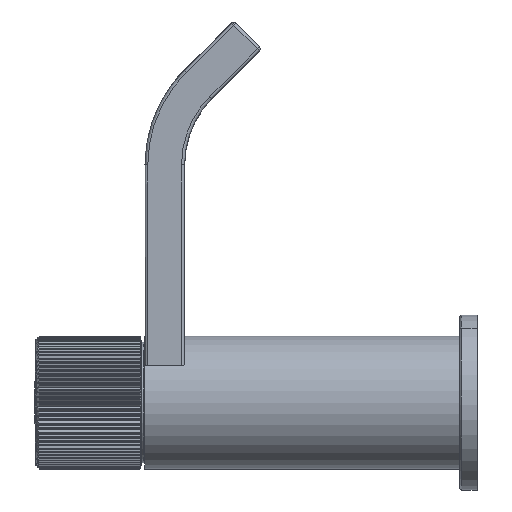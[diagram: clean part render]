
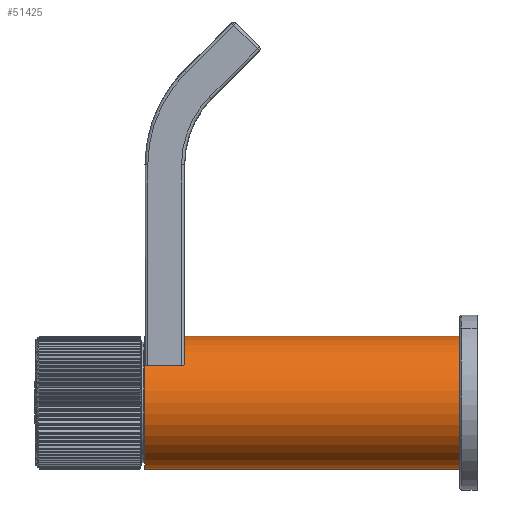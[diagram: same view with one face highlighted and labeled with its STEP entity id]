
A CAD part, left-side view. The second image highlights one B-rep face of the part: STEP entity #51425.
In plain terms, the highlighted cylindrical face has radius 19 mm (diameter 38 mm), a partial arc.
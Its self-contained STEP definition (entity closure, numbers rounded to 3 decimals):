
#258 = CARTESIAN_POINT ( 'NONE',  ( 0., 92., 19. ) ) ;
#489 = CARTESIAN_POINT ( 'NONE',  ( 0., 2., -19. ) ) ;
#1030 = EDGE_LOOP ( 'NONE', ( #3171, #31855, #3962, #42715 ) ) ;
#1371 = CIRCLE ( 'NONE', #9339, 19. ) ;
#3171 = ORIENTED_EDGE ( 'NONE', *, *, #12633, .F. ) ;
#3962 = ORIENTED_EDGE ( 'NONE', *, *, #45169, .T. ) ;
#6560 = EDGE_CURVE ( 'NONE', #11652, #27591, #18290, .T. ) ;
#7894 = DIRECTION ( 'NONE',  ( 0., 1., 0. ) ) ;
#9339 = AXIS2_PLACEMENT_3D ( 'NONE', #10150, #27347, #52594 ) ;
#10150 = CARTESIAN_POINT ( 'NONE',  ( 0., 92., 0. ) ) ;
#11652 = VERTEX_POINT ( 'NONE', #49986 ) ;
#12633 = EDGE_CURVE ( 'NONE', #27591, #43411, #41449, .T. ) ;
#14615 = VECTOR ( 'NONE', #7894, 1000. ) ;
#18290 = CIRCLE ( 'NONE', #51074, 19. ) ;
#25176 = DIRECTION ( 'NONE',  ( 0., -1., 0. ) ) ;
#27204 = LINE ( 'NONE', #44142, #34131 ) ;
#27347 = DIRECTION ( 'NONE',  ( 0., 1., 0. ) ) ;
#27591 = VERTEX_POINT ( 'NONE', #489 ) ;
#29049 = CARTESIAN_POINT ( 'NONE',  ( 0., 2., 0. ) ) ;
#31855 = ORIENTED_EDGE ( 'NONE', *, *, #6560, .F. ) ;
#33302 = EDGE_CURVE ( 'NONE', #43411, #44399, #1371, .T. ) ;
#33568 = AXIS2_PLACEMENT_3D ( 'NONE', #42164, #42700, #46604 ) ;
#34131 = VECTOR ( 'NONE', #44955, 1000. ) ;
#37735 = FACE_OUTER_BOUND ( 'NONE', #1030, .T. ) ;
#41449 = LINE ( 'NONE', #50874, #14615 ) ;
#42164 = CARTESIAN_POINT ( 'NONE',  ( 0., 127.722, 0. ) ) ;
#42700 = DIRECTION ( 'NONE',  ( 0., 1., 0. ) ) ;
#42715 = ORIENTED_EDGE ( 'NONE', *, *, #33302, .F. ) ;
#43411 = VERTEX_POINT ( 'NONE', #48828 ) ;
#44142 = CARTESIAN_POINT ( 'NONE',  ( 0., 127.722, 19. ) ) ;
#44399 = VERTEX_POINT ( 'NONE', #258 ) ;
#44955 = DIRECTION ( 'NONE',  ( 0., 1., 0. ) ) ;
#45169 = EDGE_CURVE ( 'NONE', #11652, #44399, #27204, .T. ) ;
#45720 = DIRECTION ( 'NONE',  ( 0., 0., 1. ) ) ;
#46604 = DIRECTION ( 'NONE',  ( 0., 0., 1. ) ) ;
#48828 = CARTESIAN_POINT ( 'NONE',  ( 0., 92., -19. ) ) ;
#49986 = CARTESIAN_POINT ( 'NONE',  ( 0., 2., 19. ) ) ;
#50874 = CARTESIAN_POINT ( 'NONE',  ( 0., 127.722, -19. ) ) ;
#51074 = AXIS2_PLACEMENT_3D ( 'NONE', #29049, #25176, #45720 ) ;
#51425 = ADVANCED_FACE ( 'NONE', ( #37735 ), #51565, .T. ) ;
#51565 = CYLINDRICAL_SURFACE ( 'NONE', #33568, 19. ) ;
#52594 = DIRECTION ( 'NONE',  ( 0., 0., 1. ) ) ;
